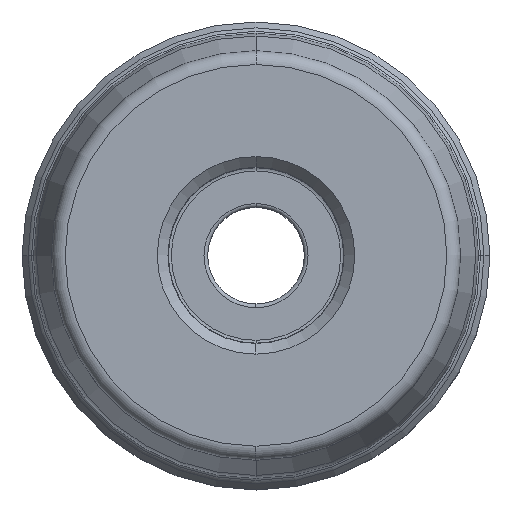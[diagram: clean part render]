
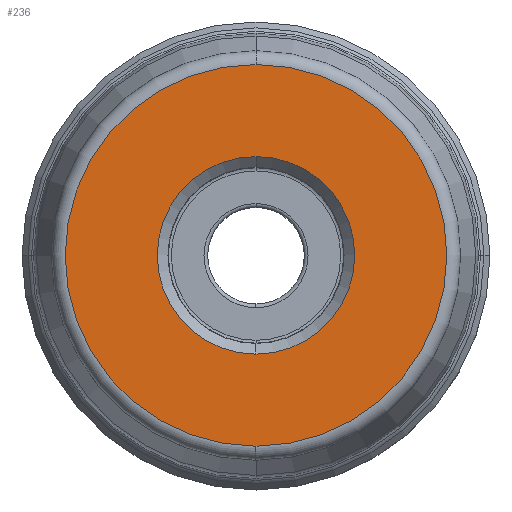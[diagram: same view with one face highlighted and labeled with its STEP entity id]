
A CAD part, top view. The second image highlights one B-rep face of the part: STEP entity #236.
In plain terms, the highlighted planar face has unit normal (0, 0, 1).
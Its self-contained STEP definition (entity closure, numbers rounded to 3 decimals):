
#236=ADVANCED_FACE('',(#298,#299),#288,.F.);
#288=PLANE('',#1609);
#298=FACE_BOUND('',#348,.T.);
#299=FACE_BOUND('',#349,.T.);
#348=EDGE_LOOP('',(#556,#557,#558,#559));
#349=EDGE_LOOP('',(#560,#561));
#556=ORIENTED_EDGE('',*,*,#996,.T.);
#557=ORIENTED_EDGE('',*,*,#994,.T.);
#558=ORIENTED_EDGE('',*,*,#993,.T.);
#559=ORIENTED_EDGE('',*,*,#997,.T.);
#560=ORIENTED_EDGE('',*,*,#998,.T.);
#561=ORIENTED_EDGE('',*,*,#999,.T.);
#842=VERTEX_POINT('',#2495);
#843=VERTEX_POINT('',#2497);
#844=VERTEX_POINT('',#2499);
#845=VERTEX_POINT('',#2503);
#846=VERTEX_POINT('',#2507);
#847=VERTEX_POINT('',#2508);
#993=EDGE_CURVE('',#843,#842,#1174,.T.);
#994=EDGE_CURVE('',#844,#843,#1175,.T.);
#996=EDGE_CURVE('',#845,#844,#1177,.T.);
#997=EDGE_CURVE('',#842,#845,#1178,.T.);
#998=EDGE_CURVE('',#846,#847,#1179,.T.);
#999=EDGE_CURVE('',#847,#846,#1180,.T.);
#1174=CIRCLE('',#1600,20.725);
#1175=CIRCLE('',#1601,20.725);
#1177=CIRCLE('',#1604,20.725);
#1178=CIRCLE('',#1605,20.725);
#1179=CIRCLE('',#1607,10.725);
#1180=CIRCLE('',#1608,10.725);
#1600=AXIS2_PLACEMENT_3D('',#2496,#1982,#1983);
#1601=AXIS2_PLACEMENT_3D('',#2498,#1984,#1985);
#1604=AXIS2_PLACEMENT_3D('',#2502,#1990,#1991);
#1605=AXIS2_PLACEMENT_3D('',#2504,#1992,#1993);
#1607=AXIS2_PLACEMENT_3D('',#2506,#1996,#1997);
#1608=AXIS2_PLACEMENT_3D('',#2509,#1998,#1999);
#1609=AXIS2_PLACEMENT_3D('',#2510,#2000,#2001);
#1982=DIRECTION('',(0.,0.,1.));
#1983=DIRECTION('',(0.001,1.,0.));
#1984=DIRECTION('',(0.,0.,1.));
#1985=DIRECTION('',(0.,-1.,0.));
#1990=DIRECTION('',(0.,0.,1.));
#1991=DIRECTION('',(-0.001,-1.,0.));
#1992=DIRECTION('',(0.,0.,1.));
#1993=DIRECTION('',(0.,1.,0.));
#1996=DIRECTION('',(0.,0.,-1.));
#1997=DIRECTION('',(0.,-1.,0.));
#1998=DIRECTION('',(0.,0.,-1.));
#1999=DIRECTION('',(0.,1.,0.));
#2000=DIRECTION('',(0.,0.,-1.));
#2001=DIRECTION('',(0.,1.,0.));
#2495=CARTESIAN_POINT('',(0.,20.725,0.));
#2496=CARTESIAN_POINT('',(0.,0.,0.));
#2497=CARTESIAN_POINT('',(0.02,20.725,0.));
#2498=CARTESIAN_POINT('',(0.,0.,0.));
#2499=CARTESIAN_POINT('',(0.,-20.725,0.));
#2502=CARTESIAN_POINT('',(0.,0.,0.));
#2503=CARTESIAN_POINT('',(-0.02,-20.725,0.));
#2504=CARTESIAN_POINT('',(0.,0.,0.));
#2506=CARTESIAN_POINT('',(0.,0.,0.));
#2507=CARTESIAN_POINT('',(0.,-10.725,0.));
#2508=CARTESIAN_POINT('',(0.,10.725,0.));
#2509=CARTESIAN_POINT('',(0.,0.,0.));
#2510=CARTESIAN_POINT('',(0.,0.,0.));
